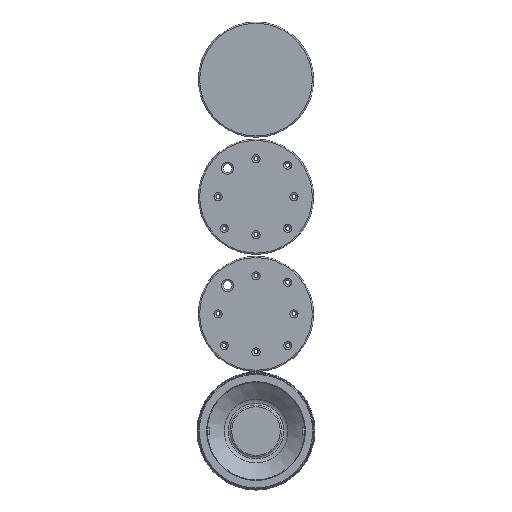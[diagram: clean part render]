
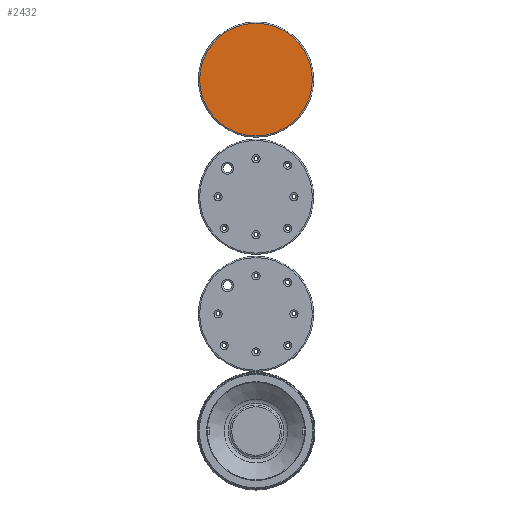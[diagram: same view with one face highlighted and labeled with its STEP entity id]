
A CAD part, front view. The second image highlights one B-rep face of the part: STEP entity #2432.
In plain terms, the highlighted planar face has unit normal (0, -1, 0).
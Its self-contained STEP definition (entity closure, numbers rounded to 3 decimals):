
#409=PLANE('',#2848);
#586=FACE_OUTER_BOUND('',#765,.T.);
#765=EDGE_LOOP('',(#2273));
#992=CIRCLE('',#2842,89.);
#1225=VERTEX_POINT('',#5076);
#1572=EDGE_CURVE('',#1225,#1225,#992,.T.);
#2273=ORIENTED_EDGE('',*,*,#1572,.F.);
#2432=ADVANCED_FACE('',(#586),#409,.T.);
#2842=AXIS2_PLACEMENT_3D('',#5077,#3677,#3678);
#2848=AXIS2_PLACEMENT_3D('',#5087,#3690,#3691);
#3677=DIRECTION('center_axis',(0.,1.,0.));
#3678=DIRECTION('ref_axis',(-1.,0.,0.));
#3690=DIRECTION('center_axis',(0.,-1.,0.));
#3691=DIRECTION('ref_axis',(-1.,0.,0.));
#5076=CARTESIAN_POINT('',(175.,-1.795,464.));
#5077=CARTESIAN_POINT('Origin',(175.,-1.795,375.));
#5087=CARTESIAN_POINT('Origin',(175.,-1.795,375.));
